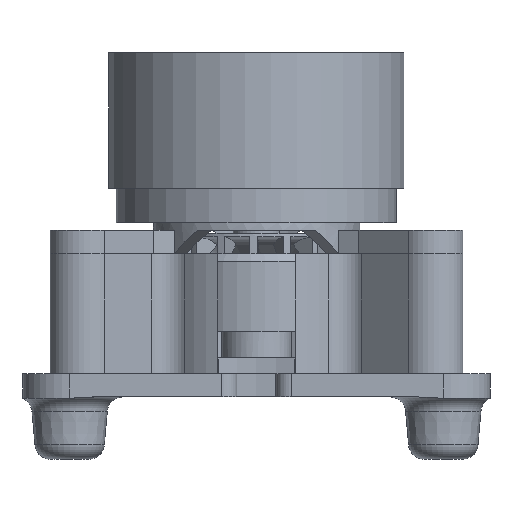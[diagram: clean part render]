
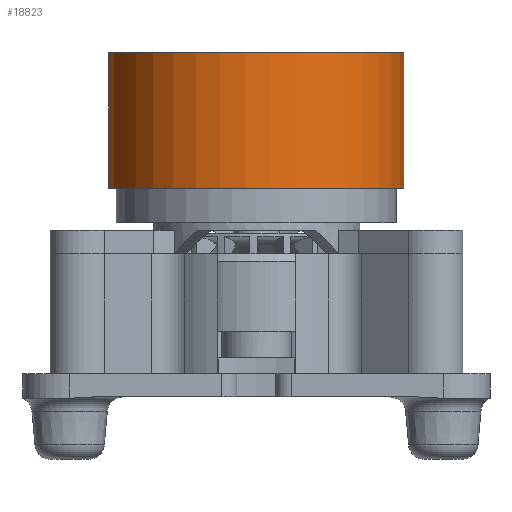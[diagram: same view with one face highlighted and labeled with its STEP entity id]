
A CAD part, front view. The second image highlights one B-rep face of the part: STEP entity #18823.
In plain terms, the highlighted cylindrical face has radius 9.5 mm (diameter 19 mm), a full revolution.
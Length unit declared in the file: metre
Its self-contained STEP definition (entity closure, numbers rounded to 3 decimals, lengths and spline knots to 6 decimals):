
#971=CYLINDRICAL_SURFACE('',#21316,0.0095);
#6890=ORIENTED_EDGE('',*,*,#11038,.F.);
#6891=ORIENTED_EDGE('',*,*,#11040,.F.);
#11038=EDGE_CURVE('',#13393,#13393,#14912,.T.);
#11040=EDGE_CURVE('',#13395,#13395,#14914,.T.);
#13393=VERTEX_POINT('',#38940);
#13395=VERTEX_POINT('',#38946);
#14912=CIRCLE('',#21313,0.0095);
#14914=CIRCLE('',#21317,0.0095);
#16136=EDGE_LOOP('',(#6890));
#16137=EDGE_LOOP('',(#6891));
#17341=FACE_BOUND('',#16136,.T.);
#17342=FACE_BOUND('',#16137,.T.);
#18823=ADVANCED_FACE('',(#17341,#17342),#971,.T.);
#21313=AXIS2_PLACEMENT_3D('',#38939,#25155,#25156);
#21316=AXIS2_PLACEMENT_3D('',#38944,#25161,#25162);
#21317=AXIS2_PLACEMENT_3D('',#38945,#25163,#25164);
#25155=DIRECTION('',(0.,0.,-1.));
#25156=DIRECTION('',(-1.,0.,0.));
#25161=DIRECTION('',(0.,0.,-1.));
#25162=DIRECTION('',(-1.,0.,0.));
#25163=DIRECTION('',(0.,0.,1.));
#25164=DIRECTION('',(1.,0.,0.));
#38939=CARTESIAN_POINT('',(0.,0.,0.0134));
#38940=CARTESIAN_POINT('',(-0.0095,0.,0.0134));
#38944=CARTESIAN_POINT('',(0.,0.,0.017402));
#38945=CARTESIAN_POINT('',(0.,0.,0.0221));
#38946=CARTESIAN_POINT('',(0.0095,0.,0.0221));
